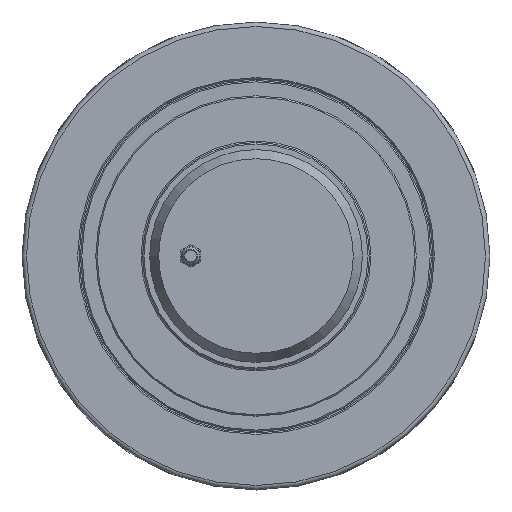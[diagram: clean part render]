
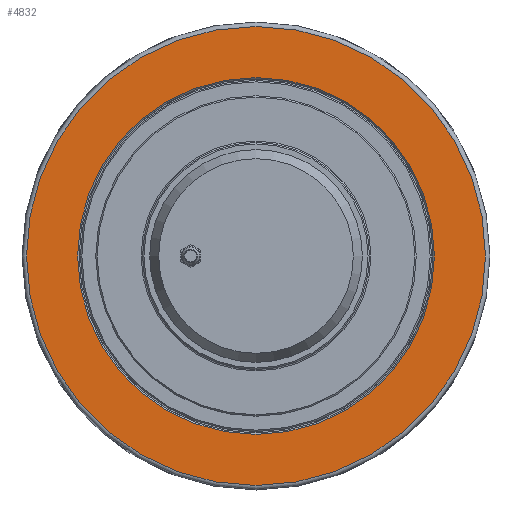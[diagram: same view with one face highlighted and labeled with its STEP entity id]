
A CAD part, left-side view. The second image highlights one B-rep face of the part: STEP entity #4832.
In plain terms, the highlighted planar face has unit normal (-1, 0, 0).
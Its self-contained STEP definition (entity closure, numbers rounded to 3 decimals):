
#257=FACE_BOUND('',#945,.T.);
#444=CIRCLE('',#5305,80.911);
#445=CIRCLE('',#5306,80.911);
#446=CIRCLE('',#5308,62.9);
#651=FACE_OUTER_BOUND('',#944,.T.);
#944=EDGE_LOOP('',(#3630,#3631));
#945=EDGE_LOOP('',(#3632));
#2074=VERTEX_POINT('',#7985);
#2075=VERTEX_POINT('',#7987);
#2076=VERTEX_POINT('',#7991);
#2636=EDGE_CURVE('',#2074,#2075,#444,.T.);
#2637=EDGE_CURVE('',#2075,#2074,#445,.T.);
#2638=EDGE_CURVE('',#2076,#2076,#446,.T.);
#3630=ORIENTED_EDGE('',*,*,#2637,.F.);
#3631=ORIENTED_EDGE('',*,*,#2636,.F.);
#3632=ORIENTED_EDGE('',*,*,#2638,.F.);
#4340=PLANE('',#5307);
#4832=ADVANCED_FACE('',(#651,#257),#4340,.T.);
#5305=AXIS2_PLACEMENT_3D('',#7988,#6360,#6361);
#5306=AXIS2_PLACEMENT_3D('',#7989,#6362,#6363);
#5307=AXIS2_PLACEMENT_3D('',#7990,#6364,#6365);
#5308=AXIS2_PLACEMENT_3D('',#7992,#6366,#6367);
#6360=DIRECTION('center_axis',(1.,0.,0.));
#6361=DIRECTION('ref_axis',(0.,0.,
-1.));
#6362=DIRECTION('center_axis',(1.,0.,0.));
#6363=DIRECTION('ref_axis',(0.,0.,
-1.));
#6364=DIRECTION('center_axis',(-1.,0.,0.));
#6365=DIRECTION('ref_axis',(0.,-1.,0.));
#6366=DIRECTION('center_axis',(-1.,0.,0.));
#6367=DIRECTION('ref_axis',(0.,0.,
-1.));
#7985=CARTESIAN_POINT('',(-21.331,-73.701,0.));
#7987=CARTESIAN_POINT('',(-21.331,7.21,80.911));
#7988=CARTESIAN_POINT('Origin',(-21.331,7.21,0.));
#7989=CARTESIAN_POINT('Origin',(-21.331,7.21,0.));
#7990=CARTESIAN_POINT('Origin',(-21.331,7.21,72.397));
#7991=CARTESIAN_POINT('',(-21.331,7.21,62.9));
#7992=CARTESIAN_POINT('Origin',(-21.331,7.21,0.));
